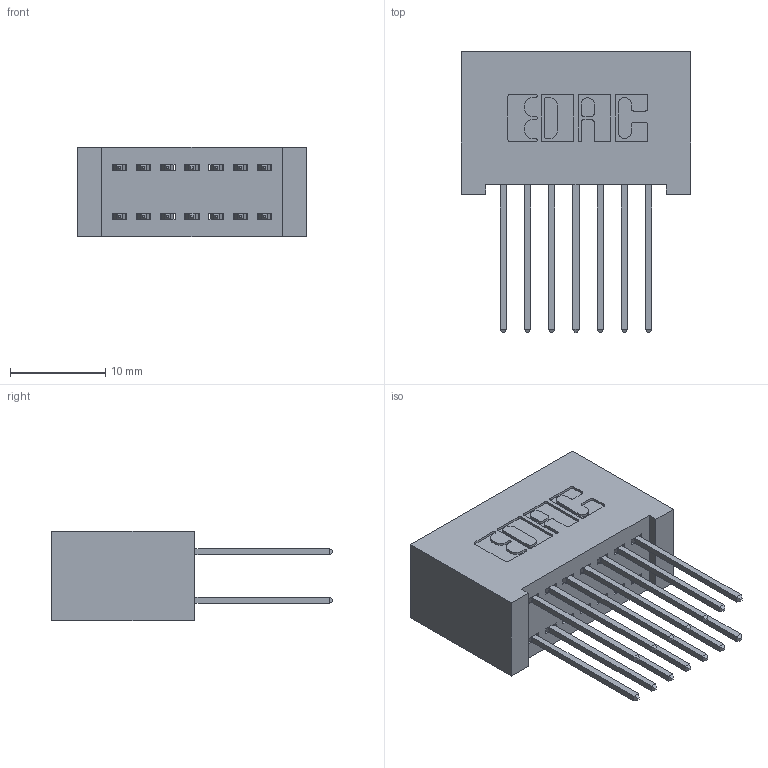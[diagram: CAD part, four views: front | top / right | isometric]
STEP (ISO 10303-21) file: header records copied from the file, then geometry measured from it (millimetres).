
FILE_DESCRIPTION (( 'STEP AP203' ), '1' );
FILE_NAME ('342-014-540-201.STEP', '2019-10-01T16:36:45', ( '' ), ( '' ), 'SwSTEP 2.0', 'SolidWorks 2016', '' );
FILE_SCHEMA (( 'CONFIG_CONTROL_DESIGN' ));
Length unit declared in the file: inch
Products named in the file (3): 342 Part_Lugless; 345-292-001_345-293-140; 342-014-540-201
Assembly tree (15 placements, depth 2):
  342-014-540-201
    342 Part_Lugless
    345-292-001_345-293-140  x14
Bounding box: 24.03 x 29.47 x 9.4 mm (x, y, z)
Volume: 2485.9 mm3; surface area: 3866.1 mm2
Topology: 15 solids, 15 shells, 830 faces, 2445 edges, 1610 vertices
Faces by surface type: plane 566, cylinder 264
Entity records: 8639 total; most frequent: CARTESIAN_POINT 1470, ORIENTED_EDGE 1406, DIRECTION 1311, EDGE_CURVE 703, VECTOR 583, LINE 583, VERTEX_POINT 466, AXIS2_PLACEMENT_3D 364
